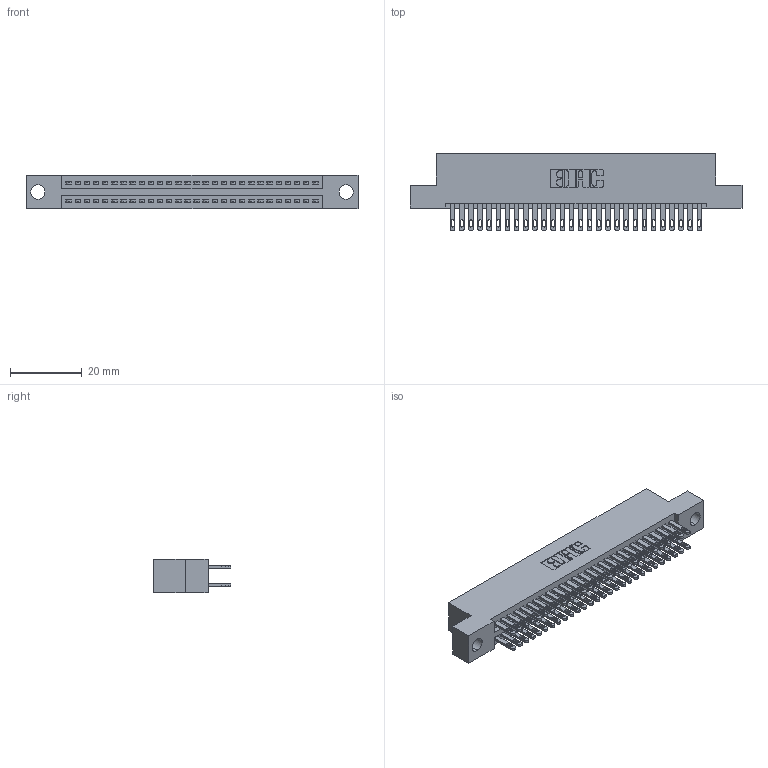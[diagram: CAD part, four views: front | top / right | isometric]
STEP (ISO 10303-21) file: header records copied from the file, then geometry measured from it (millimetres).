
FILE_DESCRIPTION (( 'STEP AP203' ), '1' );
FILE_NAME ('895-056-500-204.STEP', '2020-09-27T15:41:49', ( '' ), ( '' ), 'SwSTEP 2.0', 'SolidWorks 2020', '' );
FILE_SCHEMA (( 'CONFIG_CONTROL_DESIGN' ));
Length unit declared in the file: inch
Products named in the file (3): 345-292-001_345-293-100; 895-056-500-204; 845 Part_Flush Mounting Lugs - 0.156 Dia-TH
Assembly tree (57 placements, depth 2):
  895-056-500-204
    845 Part_Flush Mounting Lugs - 0.156 Dia-TH
    345-292-001_345-293-100  x56
Bounding box: 92.33 x 21.51 x 9.4 mm (x, y, z)
Volume: 8922.3 mm3; surface area: 13303.8 mm2
Topology: 57 solids, 57 shells, 2702 faces, 8237 edges, 5490 vertices
Faces by surface type: plane 1592, cylinder 1110
Entity records: 23787 total; most frequent: CARTESIAN_POINT 4000, ORIENTED_EDGE 3934, DIRECTION 3547, EDGE_CURVE 1967, LINE 1719, VECTOR 1719, VERTEX_POINT 1310, AXIS2_PLACEMENT_3D 914
